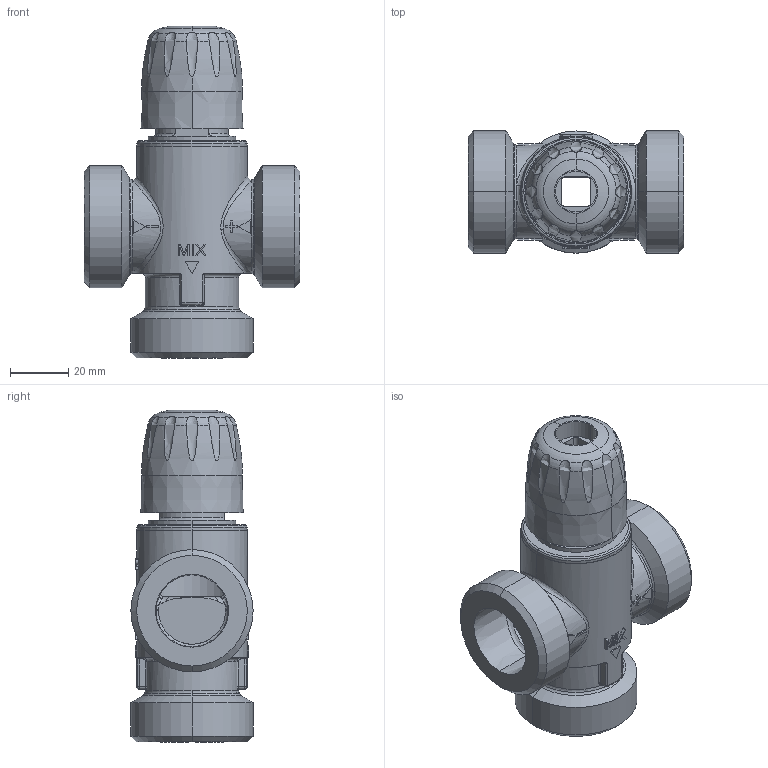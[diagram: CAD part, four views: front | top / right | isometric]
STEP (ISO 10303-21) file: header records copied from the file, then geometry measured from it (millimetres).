
FILE_DESCRIPTION((''),'2;1');
FILE_NAME('003Z1127_TVM-H_DN25_ASM','2015-05-12T',('u317927'),('Danfoss'),'PRO/ENGINEER BY PARAMETRIC TECHNOLOGY CORPORATION, 2014000','PRO/ENGINEER BY PARAMETRIC TECHNOLOGY CORPORATION, 2014000','');
FILE_SCHEMA(('CONFIG_CONTROL_DESIGN'));
Length unit declared in the file: millimetre
Products named in the file (5): 3-5002C; 3-4072I; 2-4275G; ASSEM1_ASM; 003Z1127_TVM-H_DN25_ASM
Assembly tree (4 placements, depth 3):
  003Z1127_TVM-H_DN25_ASM
    ASSEM1_ASM
      3-5002C
      3-4072I
      2-4275G
Bounding box: 74 x 41.91 x 113.8 mm (x, y, z)
Volume: 87440.6 mm3; surface area: 41607.1 mm2
Topology: 3 solids, 3 shells, 541 faces, 1482 edges, 974 vertices
Faces by surface type: plane 209, torus 114, cylinder 106, bspline 43, cone 34, extrusion 33, sphere 2
Entity records: 23695 total; most frequent: CARTESIAN_POINT 10278, ORIENTED_EDGE 2948, DIRECTION 2589, EDGE_CURVE 1474, AXIS2_PLACEMENT_3D 1017, VERTEX_POINT 974, EDGE_LOOP 586, VECTOR 555
